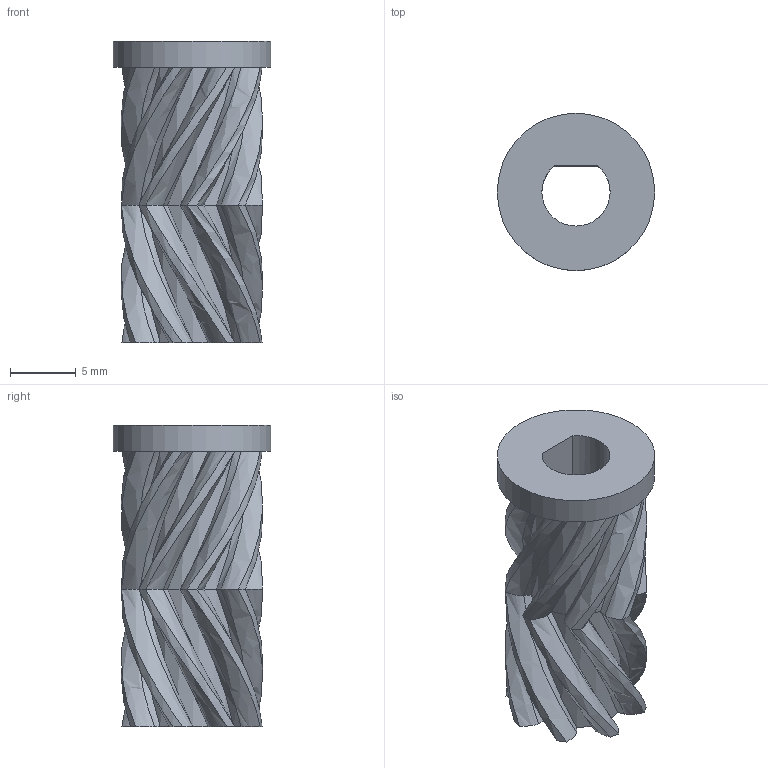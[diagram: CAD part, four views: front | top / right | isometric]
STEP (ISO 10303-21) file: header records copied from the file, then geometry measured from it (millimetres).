
FILE_DESCRIPTION(('FreeCAD Model'),'2;1');
FILE_NAME('slide-pinion.step', '2019-10-22T22:34:33',('Author'),(''), 'Open CASCADE STEP processor 7.3','FreeCAD','Unknown');
FILE_SCHEMA(('AUTOMOTIVE_DESIGN { 1 0 10303 214 1 1 1 1 }'));
Length unit declared in the file: millimetre
Products named in the file (1): Pocket
Bounding box: 12 x 12 x 22.99 mm (x, y, z)
Volume: 1045.7 mm3; surface area: 1763.4 mm2
Topology: 1 solids, 1 shells, 102 faces, 251 edges, 152 vertices
Faces by surface type: bspline 97, plane 3, cylinder 2
Full cylindrical faces by diameter (mm): 12 x1
Entity records: 12546 total; most frequent: CARTESIAN_POINT 9134, B_SPLINE_CURVE_WITH_KNOTS 734, ORIENTED_EDGE 502, PCURVE 502, DEFINITIONAL_REPRESENTATION 502, EDGE_CURVE 251, SURFACE_CURVE 250, VERTEX_POINT 152
